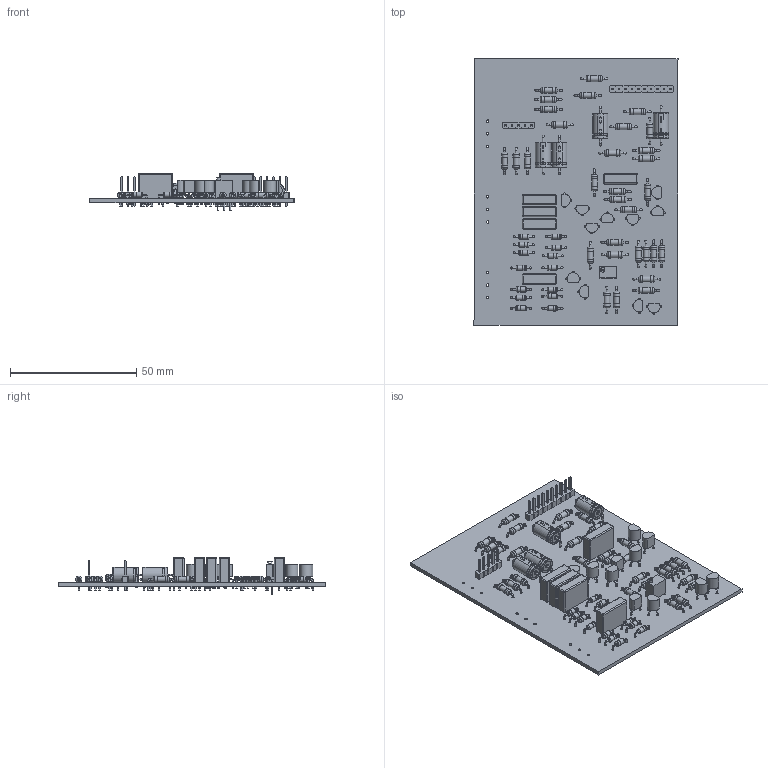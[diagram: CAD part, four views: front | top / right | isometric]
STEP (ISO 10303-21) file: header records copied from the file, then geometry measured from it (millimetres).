
FILE_DESCRIPTION(('KiCad electronic assembly'),'2;1');
FILE_NAME('vcf90.step','2023-05-03T12:10:21',('An Author'),('A Company') ,'Open CASCADE STEP processor 6.9','KiCad to STEP converter','Unknown' );
FILE_SCHEMA(('AUTOMOTIVE_DESIGN { 1 0 10303 214 1 1 1 1 }'));
Length unit declared in the file: millimetre
Products named in the file (18): Open CASCADE STEP translator 6.9 1; R_Axial_DIN0207_L6.3mm_D2.5mm_P10.16mm_Horizontal; SOLID; TO-92_Wide; PinHeader_1x10_P2.54mm_Vertical; D_DO-35_SOD27_P7.62mm_Horizontal; COMPOUND; C_Rect_L13.5mm_W4.0mm_P10.00mm_FKS3_FKP3_MKS4; Potentiometer_Bourns_3266Y_Vertical; CP_Axial_L10.0mm_D6.0mm_P15.00mm_Horizontal; PinHeader_1x05_P2.54mm_Vertical
Assembly tree (77 placements, depth 3):
  Open CASCADE STEP translator 6.9 1
    R_Axial_DIN0207_L6.3mm_D2.5mm_P10.16mm_Horizontal  x31
      SOLID
    TO-92_Wide  x11
      SOLID
    PinHeader_1x10_P2.54mm_Vertical
      SOLID
    D_DO-35_SOD27_P7.62mm_Horizontal  x14
      COMPOUND
    C_Rect_L13.5mm_W4.0mm_P10.00mm_FKS3_FKP3_MKS4  x5
      SOLID
    Potentiometer_Bourns_3266Y_Vertical
      SOLID
    CP_Axial_L10.0mm_D6.0mm_P15.00mm_Horizontal  x4
      SOLID
    PinHeader_1x05_P2.54mm_Vertical
      SOLID
    COMPOUND
Bounding box: 80.9 x 105.79 x 14.88 mm (x, y, z)
Volume: 19815.3 mm3; surface area: 27214.3 mm2
Topology: 83 solids, 87 shells, 2034 faces, 4405 edges, 2767 vertices
Faces by surface type: plane 1132, cylinder 642, torus 188, revolution 28, bspline 24, sphere 20
Full cylindrical faces by diameter (mm): 0.46 x3, 0.5 x42, 0.6 x124, 0.7 x30, 0.8 x144, 1 x24, 1.5 x8, 1.78 x1, 2 x28, 2.02 x14, 2.25 x31, 2.5 x62
Entity records: 53191 total; most frequent: CARTESIAN_POINT 11986, DIRECTION 6951, LINE 4357, VECTOR 4357, ORIENTED_EDGE 3596, PCURVE 3596, DEFINITIONAL_REPRESENTATION 3596, EDGE_CURVE 1798
